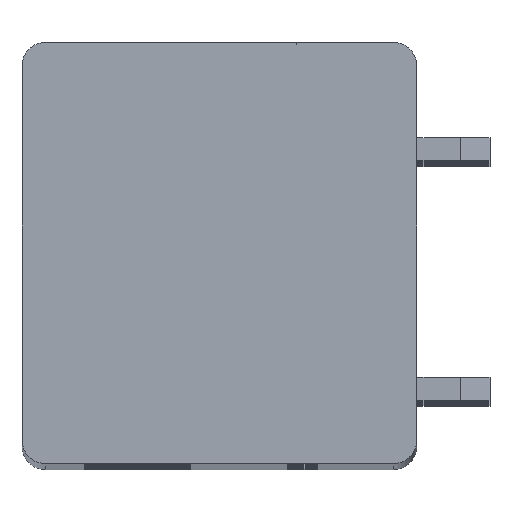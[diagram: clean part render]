
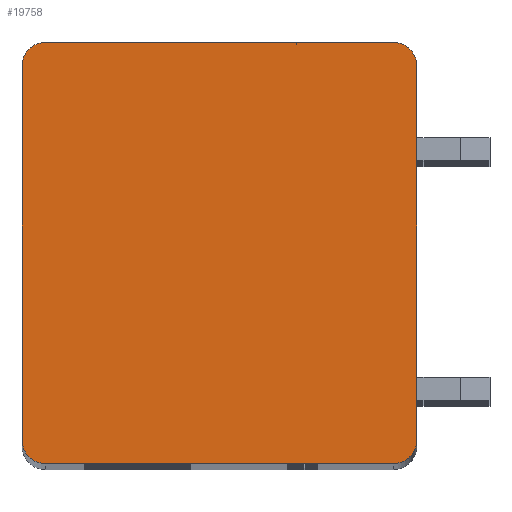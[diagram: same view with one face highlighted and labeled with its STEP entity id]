
A CAD part, top view. The second image highlights one B-rep face of the part: STEP entity #19758.
In plain terms, the highlighted planar face has unit normal (0, 0, 1).
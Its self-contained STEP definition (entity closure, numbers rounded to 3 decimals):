
#3052=CARTESIAN_POINT('',(-5.95,6.4,2.5));
#3053=DIRECTION('',(0.,0.,1.));
#3054=DIRECTION('',(0.,1.,0.));
#3055=AXIS2_PLACEMENT_3D('',#3052,#3053,#3054);
#3057=DIRECTION('',(-1.,0.,0.));
#3058=VECTOR('',#3057,11.9);
#3059=CARTESIAN_POINT('',(5.95,7.2,2.5));
#3060=LINE('',#3059,#3058);
#3061=CARTESIAN_POINT('',(5.95,6.4,2.5));
#3062=DIRECTION('',(0.,0.,1.));
#3063=DIRECTION('',(1.,0.,0.));
#3064=AXIS2_PLACEMENT_3D('',#3061,#3062,#3063);
#3066=DIRECTION('',(0.,1.,0.));
#3067=VECTOR('',#3066,12.8);
#3068=CARTESIAN_POINT('',(6.75,-6.4,2.5));
#3069=LINE('',#3068,#3067);
#3070=CARTESIAN_POINT('',(5.95,-6.4,2.5));
#3071=DIRECTION('',(0.,0.,1.));
#3072=DIRECTION('',(0.,-1.,0.));
#3073=AXIS2_PLACEMENT_3D('',#3070,#3071,#3072);
#3075=DIRECTION('',(1.,0.,0.));
#3076=VECTOR('',#3075,11.9);
#3077=CARTESIAN_POINT('',(-5.95,-7.2,2.5));
#3078=LINE('',#3077,#3076);
#3079=CARTESIAN_POINT('',(-5.95,-6.4,2.5));
#3080=DIRECTION('',(0.,0.,1.));
#3081=DIRECTION('',(-1.,0.,0.));
#3082=AXIS2_PLACEMENT_3D('',#3079,#3080,#3081);
#3084=DIRECTION('',(0.,-1.,0.));
#3085=VECTOR('',#3084,12.8);
#3086=CARTESIAN_POINT('',(-6.75,6.4,2.5));
#3087=LINE('',#3086,#3085);
#14270=CARTESIAN_POINT('',(-5.95,7.2,2.5));
#14271=VERTEX_POINT('',#14270);
#14272=CARTESIAN_POINT('',(-6.75,6.4,2.5));
#14273=VERTEX_POINT('',#14272);
#14278=CARTESIAN_POINT('',(6.75,6.4,2.5));
#14279=VERTEX_POINT('',#14278);
#14280=CARTESIAN_POINT('',(5.95,7.2,2.5));
#14281=VERTEX_POINT('',#14280);
#14286=CARTESIAN_POINT('',(-6.75,-6.4,2.5));
#14287=VERTEX_POINT('',#14286);
#14288=CARTESIAN_POINT('',(-5.95,-7.2,2.5));
#14289=VERTEX_POINT('',#14288);
#14294=CARTESIAN_POINT('',(5.95,-7.2,2.5));
#14295=VERTEX_POINT('',#14294);
#14296=CARTESIAN_POINT('',(6.75,-6.4,2.5));
#14297=VERTEX_POINT('',#14296);
#19743=CARTESIAN_POINT('',(0.,0.,2.5));
#19744=DIRECTION('',(0.,0.,1.));
#19745=DIRECTION('',(1.,0.,0.));
#19746=AXIS2_PLACEMENT_3D('',#19743,#19744,#19745);
#19747=PLANE('',#19746);
#19748=ORIENTED_EDGE('',*,*,#17983,.F.);
#19749=ORIENTED_EDGE('',*,*,#17999,.F.);
#19750=ORIENTED_EDGE('',*,*,#18564,.F.);
#19751=ORIENTED_EDGE('',*,*,#18579,.F.);
#19752=ORIENTED_EDGE('',*,*,#19052,.F.);
#19753=ORIENTED_EDGE('',*,*,#19065,.F.);
#19754=ORIENTED_EDGE('',*,*,#19724,.F.);
#19755=ORIENTED_EDGE('',*,*,#19736,.F.);
#19756=EDGE_LOOP('',(#19748,#19749,#19750,#19751,#19752,#19753,#19754,#19755));
#19757=FACE_OUTER_BOUND('',#19756,.F.);
#3056=CIRCLE('',#3055,0.8);
#3065=CIRCLE('',#3064,0.8);
#3074=CIRCLE('',#3073,0.8);
#3083=CIRCLE('',#3082,0.8);
#17983=EDGE_CURVE('',#14271,#14273,#3056,.T.);
#17999=EDGE_CURVE('',#14281,#14271,#3060,.T.);
#18564=EDGE_CURVE('',#14279,#14281,#3065,.T.);
#18579=EDGE_CURVE('',#14297,#14279,#3069,.T.);
#19052=EDGE_CURVE('',#14295,#14297,#3074,.T.);
#19065=EDGE_CURVE('',#14289,#14295,#3078,.T.);
#19724=EDGE_CURVE('',#14287,#14289,#3083,.T.);
#19736=EDGE_CURVE('',#14273,#14287,#3087,.T.);
#19758=ADVANCED_FACE('',(#19757),#19747,.T.);
